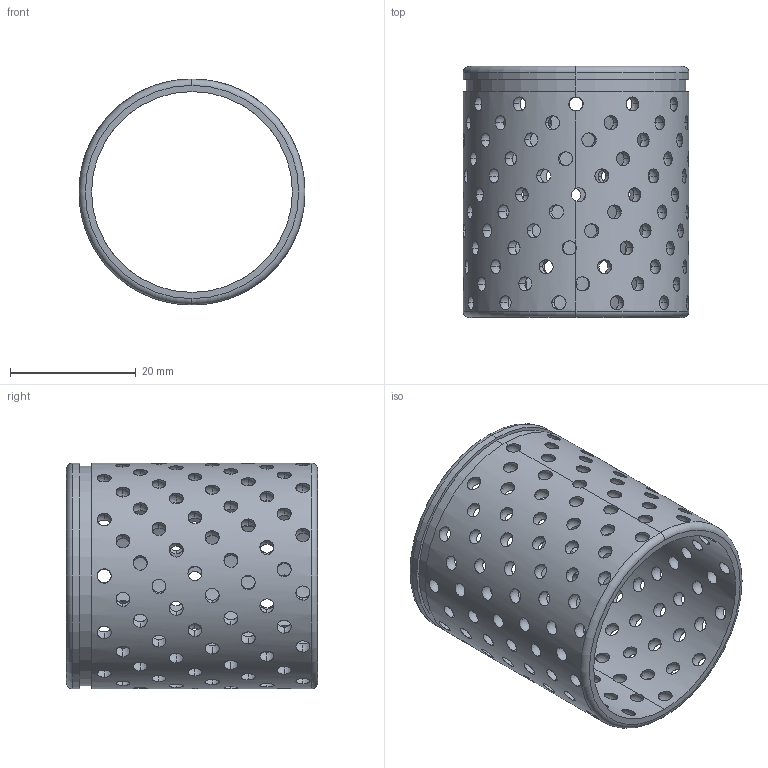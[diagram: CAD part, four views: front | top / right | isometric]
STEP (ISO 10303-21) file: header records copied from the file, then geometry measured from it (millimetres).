
FILE_DESCRIPTION (( 'STEP AP214' ), '1' );
FILE_NAME ('683QM-D32-L40.STEP', '2021-10-29T08:42:08', ( '' ), ( '' ), 'SwSTEP 2.0', 'SolidWorks 2016', '' );
FILE_SCHEMA (( 'AUTOMOTIVE_DESIGN' ));
Length unit declared in the file: millimetre
Products named in the file (2): 683QM-D32-L40
Bounding box: 36 x 40 x 36 mm (x, y, z)
Volume: 6656.8 mm3; surface area: 10565 mm2
Topology: 1 solids, 1 shells, 304 faces, 1665 edges, 1062 vertices
Faces by surface type: sphere 288, cylinder 8, torus 4, plane 4
Entity records: 19780 total; most frequent: CARTESIAN_POINT 11652, ORIENTED_EDGE 1888, DIRECTION 1260, EDGE_CURVE 944, VERTEX_POINT 628, AXIS2_PLACEMENT_3D 618, B_SPLINE_CURVE_WITH_KNOTS 609, EDGE_LOOP 580
